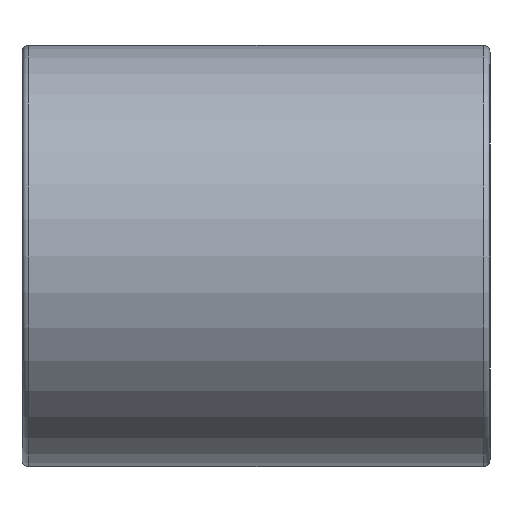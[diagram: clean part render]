
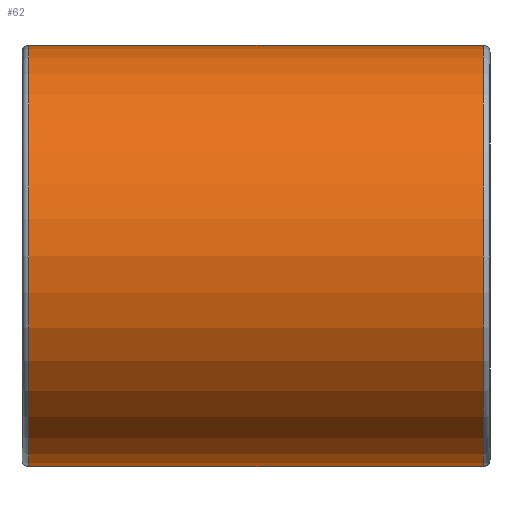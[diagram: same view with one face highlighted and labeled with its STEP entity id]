
A CAD part, left-side view. The second image highlights one B-rep face of the part: STEP entity #62.
In plain terms, the highlighted cylindrical face has radius 3.15 mm (diameter 6.3 mm), a partial arc.
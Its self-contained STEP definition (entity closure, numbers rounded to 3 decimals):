
#62 = ADVANCED_FACE( '', ( #137 ), #138, .T. );
#137 = FACE_OUTER_BOUND( '', #224, .T. );
#138 = CYLINDRICAL_SURFACE( '', #225, 3.15 );
#224 = EDGE_LOOP( '', ( #335, #336, #337, #338 ) );
#225 = AXIS2_PLACEMENT_3D( '', #339, #340, #341 );
#335 = ORIENTED_EDGE( '', *, *, #528, .F. );
#336 = ORIENTED_EDGE( '', *, *, #531, .T. );
#337 = ORIENTED_EDGE( '', *, *, #532, .F. );
#338 = ORIENTED_EDGE( '', *, *, #514, .T. );
#339 = CARTESIAN_POINT( '', ( -8.75, -3.5, 0. ) );
#340 = DIRECTION( '', ( 0., -1., 0. ) );
#341 = DIRECTION( '', ( 0., 0., 1. ) );
#514 = EDGE_CURVE( '', #606, #604, #607, .F. );
#528 = EDGE_CURVE( '', #626, #604, #628, .F. );
#531 = EDGE_CURVE( '', #626, #631, #632, .T. );
#532 = EDGE_CURVE( '', #606, #631, #633, .T. );
#604 = VERTEX_POINT( '', #720 );
#606 = VERTEX_POINT( '', #722 );
#607 = CIRCLE( '', #723, 3.15 );
#626 = VERTEX_POINT( '', #745 );
#628 = LINE( '', #748, #749 );
#631 = VERTEX_POINT( '', #753 );
#632 = CIRCLE( '', #754, 3.15 );
#633 = LINE( '', #755, #756 );
#720 = CARTESIAN_POINT( '', ( -8.75, -3.4, 3.15 ) );
#722 = CARTESIAN_POINT( '', ( -8.75, -3.4, -3.15 ) );
#723 = AXIS2_PLACEMENT_3D( '', #859, #860, #861 );
#745 = CARTESIAN_POINT( '', ( -8.75, 3.4, 3.15 ) );
#748 = CARTESIAN_POINT( '', ( -8.75, -3.5, 3.15 ) );
#749 = VECTOR( '', #884, 1000. );
#753 = CARTESIAN_POINT( '', ( -8.75, 3.4, -3.15 ) );
#754 = AXIS2_PLACEMENT_3D( '', #886, #887, #888 );
#755 = CARTESIAN_POINT( '', ( -8.75, -3.5, -3.15 ) );
#756 = VECTOR( '', #889, 1000. );
#859 = CARTESIAN_POINT( '', ( -8.75, -3.4, 0. ) );
#860 = DIRECTION( '', ( 0., -1., 0. ) );
#861 = DIRECTION( '', ( 0., 0., -1. ) );
#884 = DIRECTION( '', ( 0., 1., 0. ) );
#886 = CARTESIAN_POINT( '', ( -8.75, 3.4, 0. ) );
#887 = DIRECTION( '', ( 0., -1., 0. ) );
#888 = DIRECTION( '', ( 0., 0., -1. ) );
#889 = DIRECTION( '', ( 0., 1., 0. ) );
